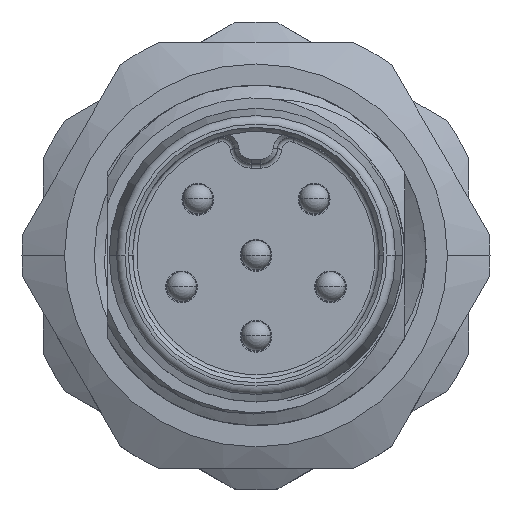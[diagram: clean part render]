
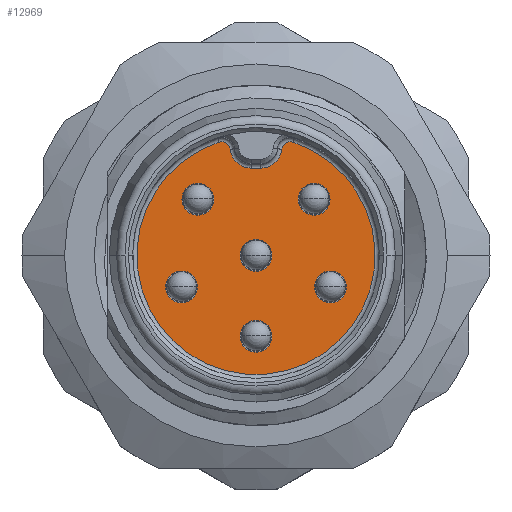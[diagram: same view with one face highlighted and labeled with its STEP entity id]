
A CAD part, top view. The second image highlights one B-rep face of the part: STEP entity #12969.
In plain terms, the highlighted planar face has unit normal (0, 0, 1).
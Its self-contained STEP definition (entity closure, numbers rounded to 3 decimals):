
#10957=CARTESIAN_POINT('',(0.,0.,7.));
#10958=DIRECTION('',(0.,0.,1.));
#10959=DIRECTION('',(-1.,0.,0.));
#10960=AXIS2_PLACEMENT_3D('',#10957,#10958,#10959);
#10962=CARTESIAN_POINT('',(0.,0.,7.));
#10963=DIRECTION('',(0.,0.,1.));
#10964=DIRECTION('',(1.,0.,0.));
#10965=AXIS2_PLACEMENT_3D('',#10962,#10963,#10964);
#10967=CARTESIAN_POINT('',(-1.749,-0.742,7.));
#10968=DIRECTION('',(0.,0.,1.));
#10969=DIRECTION('',(-1.,0.,0.));
#10970=AXIS2_PLACEMENT_3D('',#10967,#10968,#10969);
#10972=CARTESIAN_POINT('',(-1.749,-0.742,7.));
#10973=DIRECTION('',(0.,0.,1.));
#10974=DIRECTION('',(1.,0.,0.));
#10975=AXIS2_PLACEMENT_3D('',#10972,#10973,#10974);
#10977=CARTESIAN_POINT('',(0.,-1.9,7.));
#10978=DIRECTION('',(0.,0.,1.));
#10979=DIRECTION('',(-1.,0.,0.));
#10980=AXIS2_PLACEMENT_3D('',#10977,#10978,#10979);
#10982=CARTESIAN_POINT('',(0.,-1.9,7.));
#10983=DIRECTION('',(0.,0.,1.));
#10984=DIRECTION('',(1.,0.,0.));
#10985=AXIS2_PLACEMENT_3D('',#10982,#10983,#10984);
#10987=CARTESIAN_POINT('',(1.749,-0.742,7.));
#10988=DIRECTION('',(0.,0.,1.));
#10989=DIRECTION('',(-1.,0.,0.));
#10990=AXIS2_PLACEMENT_3D('',#10987,#10988,#10989);
#10992=CARTESIAN_POINT('',(1.749,-0.742,7.));
#10993=DIRECTION('',(0.,0.,1.));
#10994=DIRECTION('',(1.,0.,0.));
#10995=AXIS2_PLACEMENT_3D('',#10992,#10993,#10994);
#10997=CARTESIAN_POINT('',(1.367,1.32,7.));
#10998=DIRECTION('',(0.,0.,1.));
#10999=DIRECTION('',(-1.,0.,0.));
#11000=AXIS2_PLACEMENT_3D('',#10997,#10998,#10999);
#11002=CARTESIAN_POINT('',(1.367,1.32,7.));
#11003=DIRECTION('',(0.,0.,1.));
#11004=DIRECTION('',(1.,0.,0.));
#11005=AXIS2_PLACEMENT_3D('',#11002,#11003,#11004);
#11007=CARTESIAN_POINT('',(-1.367,1.32,7.));
#11008=DIRECTION('',(0.,0.,1.));
#11009=DIRECTION('',(-1.,0.,0.));
#11010=AXIS2_PLACEMENT_3D('',#11007,#11008,#11009);
#11012=CARTESIAN_POINT('',(-1.367,1.32,7.));
#11013=DIRECTION('',(0.,0.,1.));
#11014=DIRECTION('',(1.,0.,0.));
#11015=AXIS2_PLACEMENT_3D('',#11012,#11013,#11014);
#11017=CARTESIAN_POINT('',(-0.804,2.472,7.));
#11018=DIRECTION('',(0.,0.,-1.));
#11019=DIRECTION('',(-0.309,0.951,0.));
#11020=AXIS2_PLACEMENT_3D('',#11017,#11018,#11019);
#11022=CARTESIAN_POINT('',(-0.109,2.55,7.));
#11023=DIRECTION('',(0.,0.,1.));
#11024=DIRECTION('',(-0.994,-0.111,0.));
#11025=AXIS2_PLACEMENT_3D('',#11022,#11023,#11024);
#11027=DIRECTION('',(1.,0.,0.));
#11028=VECTOR('',#11027,0.218);
#11029=CARTESIAN_POINT('',(-0.109,2.05,7.));
#11030=LINE('',#11029,#11028);
#11031=CARTESIAN_POINT('',(0.109,2.55,7.));
#11032=DIRECTION('',(0.,0.,1.));
#11033=DIRECTION('',(0.,-1.,0.));
#11034=AXIS2_PLACEMENT_3D('',#11031,#11032,#11033);
#11036=CARTESIAN_POINT('',(0.804,2.472,7.));
#11037=DIRECTION('',(0.,0.,-1.));
#11038=DIRECTION('',(-0.994,0.111,0.));
#11039=AXIS2_PLACEMENT_3D('',#11036,#11037,#11038);
#11136=CARTESIAN_POINT('',(0.,0.,7.));
#11137=DIRECTION('',(0.,0.,1.));
#11138=DIRECTION('',(-0.309,0.951,0.));
#11139=AXIS2_PLACEMENT_3D('',#11136,#11137,#11138);
#12208=CARTESIAN_POINT('',(-0.375,0.,7.));
#12209=CARTESIAN_POINT('',(0.375,0.,7.));
#12210=VERTEX_POINT('',#12208);
#12211=VERTEX_POINT('',#12209);
#12212=CARTESIAN_POINT('',(-2.124,-0.742,7.));
#12213=CARTESIAN_POINT('',(-1.374,-0.742,7.));
#12214=VERTEX_POINT('',#12212);
#12215=VERTEX_POINT('',#12213);
#12216=CARTESIAN_POINT('',(-0.375,-1.9,7.));
#12217=CARTESIAN_POINT('',(0.375,-1.9,7.));
#12218=VERTEX_POINT('',#12216);
#12219=VERTEX_POINT('',#12217);
#12220=CARTESIAN_POINT('',(1.374,-0.742,7.));
#12221=CARTESIAN_POINT('',(2.124,-0.742,7.));
#12222=VERTEX_POINT('',#12220);
#12223=VERTEX_POINT('',#12221);
#12224=CARTESIAN_POINT('',(0.992,1.32,7.));
#12225=CARTESIAN_POINT('',(1.742,1.32,7.));
#12226=VERTEX_POINT('',#12224);
#12227=VERTEX_POINT('',#12225);
#12228=CARTESIAN_POINT('',(-1.742,1.32,7.));
#12229=CARTESIAN_POINT('',(-0.992,1.32,7.));
#12230=VERTEX_POINT('',#12228);
#12231=VERTEX_POINT('',#12229);
#12328=CARTESIAN_POINT('',(-0.866,2.663,7.));
#12329=CARTESIAN_POINT('',(-0.606,2.495,7.));
#12330=VERTEX_POINT('',#12328);
#12331=VERTEX_POINT('',#12329);
#12336=CARTESIAN_POINT('',(-0.109,2.05,7.));
#12337=VERTEX_POINT('',#12336);
#12340=CARTESIAN_POINT('',(0.109,2.05,7.));
#12341=VERTEX_POINT('',#12340);
#12344=CARTESIAN_POINT('',(0.606,2.495,7.));
#12345=VERTEX_POINT('',#12344);
#12348=CARTESIAN_POINT('',(0.866,2.663,7.));
#12349=VERTEX_POINT('',#12348);
#12916=CARTESIAN_POINT('',(0.,0.,7.));
#12917=DIRECTION('',(0.,0.,1.));
#12918=DIRECTION('',(-1.,0.,0.));
#12919=AXIS2_PLACEMENT_3D('',#12916,#12917,#12918);
#12920=PLANE('',#12919);
#12922=ORIENTED_EDGE('',*,*,#12921,.T.);
#12924=ORIENTED_EDGE('',*,*,#12923,.T.);
#12926=ORIENTED_EDGE('',*,*,#12925,.T.);
#12928=ORIENTED_EDGE('',*,*,#12927,.T.);
#12930=ORIENTED_EDGE('',*,*,#12929,.T.);
#12932=ORIENTED_EDGE('',*,*,#12931,.F.);
#12933=EDGE_LOOP('',(#12922,#12924,#12926,#12928,#12930,#12932));
#12934=FACE_OUTER_BOUND('',#12933,.F.);
#12936=ORIENTED_EDGE('',*,*,#12935,.T.);
#12938=ORIENTED_EDGE('',*,*,#12937,.T.);
#12939=EDGE_LOOP('',(#12936,#12938));
#12940=FACE_BOUND('',#12939,.F.);
#12942=ORIENTED_EDGE('',*,*,#12941,.T.);
#12944=ORIENTED_EDGE('',*,*,#12943,.T.);
#12945=EDGE_LOOP('',(#12942,#12944));
#12946=FACE_BOUND('',#12945,.F.);
#12948=ORIENTED_EDGE('',*,*,#12947,.T.);
#12950=ORIENTED_EDGE('',*,*,#12949,.T.);
#12951=EDGE_LOOP('',(#12948,#12950));
#12952=FACE_BOUND('',#12951,.F.);
#12954=ORIENTED_EDGE('',*,*,#12953,.T.);
#12956=ORIENTED_EDGE('',*,*,#12955,.T.);
#12957=EDGE_LOOP('',(#12954,#12956));
#12958=FACE_BOUND('',#12957,.F.);
#12960=ORIENTED_EDGE('',*,*,#12959,.T.);
#12962=ORIENTED_EDGE('',*,*,#12961,.T.);
#12963=EDGE_LOOP('',(#12960,#12962));
#12964=FACE_BOUND('',#12963,.F.);
#12965=ORIENTED_EDGE('',*,*,#12896,.T.);
#12966=ORIENTED_EDGE('',*,*,#12910,.T.);
#12967=EDGE_LOOP('',(#12965,#12966));
#12968=FACE_BOUND('',#12967,.F.);
#10961=CIRCLE('',#10960,0.375);
#10966=CIRCLE('',#10965,0.375);
#10971=CIRCLE('',#10970,0.375);
#10976=CIRCLE('',#10975,0.375);
#10981=CIRCLE('',#10980,0.375);
#10986=CIRCLE('',#10985,0.375);
#10991=CIRCLE('',#10990,0.375);
#10996=CIRCLE('',#10995,0.375);
#11001=CIRCLE('',#11000,0.375);
#11006=CIRCLE('',#11005,0.375);
#11011=CIRCLE('',#11010,0.375);
#11016=CIRCLE('',#11015,0.375);
#11021=CIRCLE('',#11020,0.2);
#11026=CIRCLE('',#11025,0.5);
#11035=CIRCLE('',#11034,0.5);
#11040=CIRCLE('',#11039,0.2);
#11140=CIRCLE('',#11139,2.8);
#12896=EDGE_CURVE('',#12210,#12211,#10961,.T.);
#12910=EDGE_CURVE('',#12211,#12210,#10966,.T.);
#12921=EDGE_CURVE('',#12330,#12331,#11021,.T.);
#12923=EDGE_CURVE('',#12331,#12337,#11026,.T.);
#12925=EDGE_CURVE('',#12337,#12341,#11030,.T.);
#12927=EDGE_CURVE('',#12341,#12345,#11035,.T.);
#12929=EDGE_CURVE('',#12345,#12349,#11040,.T.);
#12931=EDGE_CURVE('',#12330,#12349,#11140,.T.);
#12935=EDGE_CURVE('',#12214,#12215,#10971,.T.);
#12937=EDGE_CURVE('',#12215,#12214,#10976,.T.);
#12941=EDGE_CURVE('',#12218,#12219,#10981,.T.);
#12943=EDGE_CURVE('',#12219,#12218,#10986,.T.);
#12947=EDGE_CURVE('',#12222,#12223,#10991,.T.);
#12949=EDGE_CURVE('',#12223,#12222,#10996,.T.);
#12953=EDGE_CURVE('',#12226,#12227,#11001,.T.);
#12955=EDGE_CURVE('',#12227,#12226,#11006,.T.);
#12959=EDGE_CURVE('',#12230,#12231,#11011,.T.);
#12961=EDGE_CURVE('',#12231,#12230,#11016,.T.);
#12969=ADVANCED_FACE('',(#12934,#12940,#12946,#12952,#12958,#12964,#12968),
#12920,.T.);
